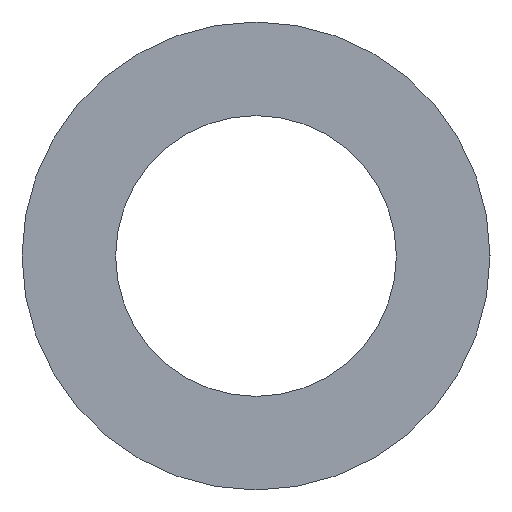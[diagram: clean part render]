
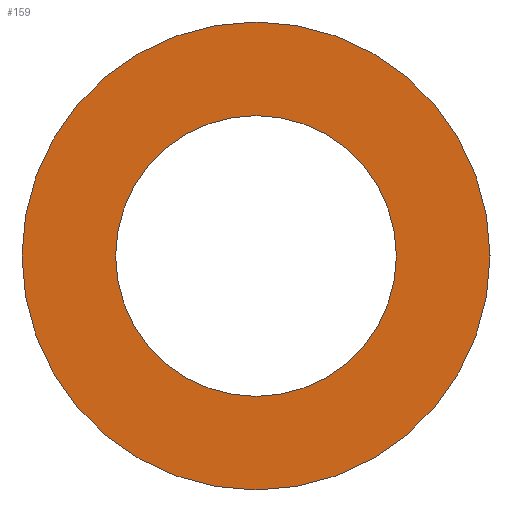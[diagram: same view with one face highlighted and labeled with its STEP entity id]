
A CAD part, left-side view. The second image highlights one B-rep face of the part: STEP entity #159.
In plain terms, the highlighted planar face has unit normal (-1, 0, 0).
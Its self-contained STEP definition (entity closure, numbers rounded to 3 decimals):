
#48=AXIS2_PLACEMENT_3D('Circle Axis2P3D',#46,#47,$) ;
#74=AXIS2_PLACEMENT_3D('Circle Axis2P3D',#72,#73,$) ;
#112=AXIS2_PLACEMENT_3D('Circle Axis2P3D',#110,#111,$) ;
#136=AXIS2_PLACEMENT_3D('Circle Axis2P3D',#134,#135,$) ;
#149=AXIS2_PLACEMENT_3D('Plane Axis2P3D',#146,#147,#148) ;
#41=CARTESIAN_POINT('Vertex',(0.,25.,0.)) ;
#46=CARTESIAN_POINT('Axis2P3D Location',(0.,0.,0.)) ;
#50=CARTESIAN_POINT('Vertex',(0.,-25.,0.)) ;
#72=CARTESIAN_POINT('Axis2P3D Location',(0.,0.,0.)) ;
#107=CARTESIAN_POINT('Vertex',(0.,15.,0.)) ;
#110=CARTESIAN_POINT('Axis2P3D Location',(0.,0.,0.)) ;
#114=CARTESIAN_POINT('Vertex',(0.,-15.,0.)) ;
#134=CARTESIAN_POINT('Axis2P3D Location',(0.,0.,0.)) ;
#146=CARTESIAN_POINT('Axis2P3D Location',(0.,0.,0.)) ;
#47=DIRECTION('Axis2P3D Direction',(1.,0.,0.)) ;
#73=DIRECTION('Axis2P3D Direction',(1.,0.,0.)) ;
#111=DIRECTION('Axis2P3D Direction',(1.,0.,0.)) ;
#135=DIRECTION('Axis2P3D Direction',(1.,0.,0.)) ;
#147=DIRECTION('Axis2P3D Direction',(1.,0.,0.)) ;
#148=DIRECTION('Axis2P3D XDirection',(0.,1.,0.)) ;
#152=ORIENTED_EDGE('',*,*,#76,.F.) ;
#153=ORIENTED_EDGE('',*,*,#52,.F.) ;
#156=ORIENTED_EDGE('',*,*,#138,.T.) ;
#157=ORIENTED_EDGE('',*,*,#116,.T.) ;
#158=FACE_BOUND('',#155,.T.) ;
#159=ADVANCED_FACE('PartBody',(#154,#158),#150,.F.) ;
#49=CIRCLE('generated circle',#48,25.) ;
#75=CIRCLE('generated circle',#74,25.) ;
#113=CIRCLE('generated circle',#112,15.) ;
#137=CIRCLE('generated circle',#136,15.) ;
#52=EDGE_CURVE('',#42,#51,#49,.T.) ;
#76=EDGE_CURVE('',#51,#42,#75,.T.) ;
#116=EDGE_CURVE('',#115,#108,#113,.T.) ;
#138=EDGE_CURVE('',#108,#115,#137,.T.) ;
#151=EDGE_LOOP('',(#152,#153)) ;
#155=EDGE_LOOP('',(#156,#157)) ;
#154=FACE_OUTER_BOUND('',#151,.T.) ;
#150=PLANE('',#149) ;
#42=VERTEX_POINT('',#41) ;
#51=VERTEX_POINT('',#50) ;
#108=VERTEX_POINT('',#107) ;
#115=VERTEX_POINT('',#114) ;
